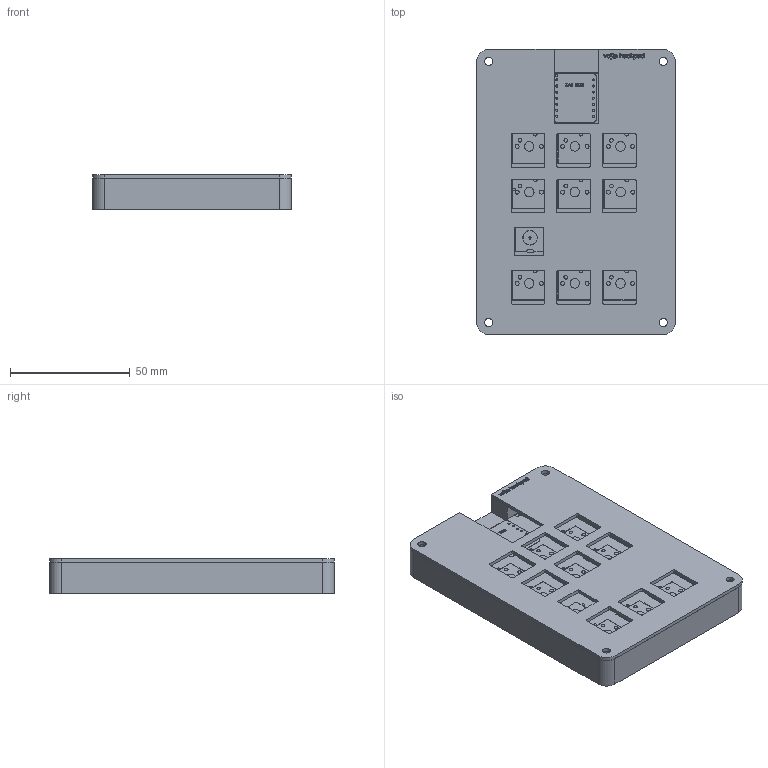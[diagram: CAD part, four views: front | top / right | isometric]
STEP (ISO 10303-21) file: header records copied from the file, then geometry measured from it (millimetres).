
FILE_DESCRIPTION(/* description */ (''),/* implementation_level */ '2;1');
FILE_NAME(/* name */ 'vojta hackpad whole.step',/* time_stamp */ '2026-01-26T19:04:48+01:00',/* author */ (''),/* organization */ (''),/* preprocessor_version */ 'ST-DEVELOPER v20.1',/* originating_system */ 'Autodesk Translation Framework v14.21.0.0',/* authorisation */ '');
FILE_SCHEMA (('AUTOMOTIVE_DESIGN { 1 0 10303 214 3 1 1 }'));
Length unit declared in the file: millimetre
Products named in the file (7): 2026-01-26-15-50-41-895; 2026-01-26-16-12-03-742; 2026-01-26-16-12-03-743; 2026-01-26-16-12-03-744; 2026-01-26-16-12-03-745; 2026-01-04-20-55-08-561; 2026-01-04-20-55-08-562
Assembly tree (6 placements, depth 3):
  2026-01-26-15-50-41-895
    2026-01-26-16-12-03-742
      2026-01-26-16-12-03-743
      2026-01-26-16-12-03-744
      2026-01-26-16-12-03-745
    2026-01-04-20-55-08-561
      2026-01-04-20-55-08-562
Bounding box: 82.92 x 118.95 x 14.54 mm (x, y, z)
Volume: 74635.1 mm3; surface area: 56561.6 mm2
Topology: 2 solids, 77 shells, 482 faces, 2534 edges, 2154 vertices
Faces by surface type: plane 233, bspline 193, cylinder 56
Full cylindrical faces by diameter (mm): 3.4 x8, 6 x4
Entity records: 27989 total; most frequent: CARTESIAN_POINT 8464, ORIENTED_EDGE 3674, DIRECTION 3349, EDGE_CURVE 2534, VERTEX_POINT 2154, LINE 1551, VECTOR 1551, AXIS2_PLACEMENT_3D 899
